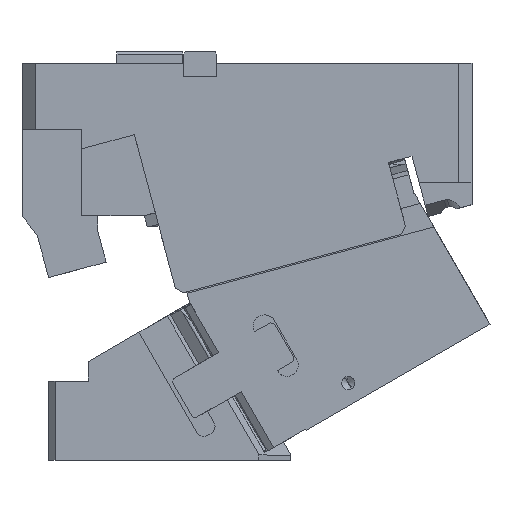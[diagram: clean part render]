
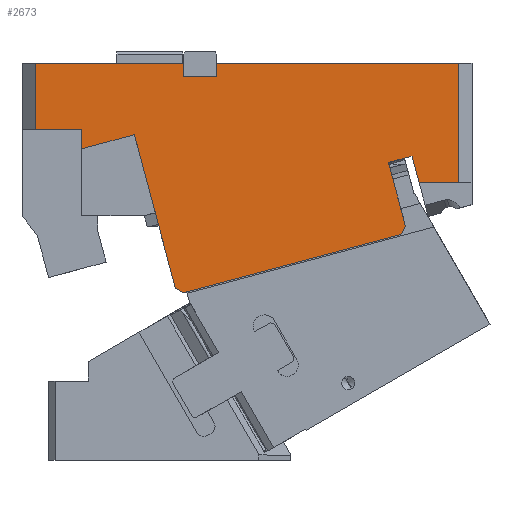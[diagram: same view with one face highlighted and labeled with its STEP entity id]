
A CAD part, front view. The second image highlights one B-rep face of the part: STEP entity #2673.
In plain terms, the highlighted planar face has unit normal (0, -1, 0).
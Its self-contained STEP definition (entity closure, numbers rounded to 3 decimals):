
#746=CARTESIAN_POINT('Vertex',(-250.,-75.,300.)) ;
#749=CARTESIAN_POINT('Line Origine',(-194.,-75.,300.)) ;
#753=CARTESIAN_POINT('Vertex',(-138.,-75.,300.)) ;
#1091=CARTESIAN_POINT('Vertex',(70.,-75.,300.)) ;
#1133=CARTESIAN_POINT('Vertex',(-113.,-75.,300.)) ;
#1136=CARTESIAN_POINT('Line Origine',(-21.5,-75.,300.)) ;
#1391=CARTESIAN_POINT('Vertex',(40.047,-75.,210.)) ;
#1394=CARTESIAN_POINT('Line Origine',(37.38,-75.,219.954)) ;
#1398=CARTESIAN_POINT('Vertex',(34.713,-75.,229.907)) ;
#1689=CARTESIAN_POINT('Vertex',(-215.,-75.,235.466)) ;
#1692=CARTESIAN_POINT('Line Origine',(-215.,-75.,242.733)) ;
#1696=CARTESIAN_POINT('Vertex',(-215.,-75.,250.)) ;
#2530=CARTESIAN_POINT('Line Origine',(-138.,-75.,295.)) ;
#2534=CARTESIAN_POINT('Vertex',(-138.,-75.,290.)) ;
#2549=CARTESIAN_POINT('Axis2P3D Location',(-260.,-75.,250.)) ;
#2554=CARTESIAN_POINT('Line Origine',(-141.021,-75.,128.468)) ;
#2558=CARTESIAN_POINT('Vertex',(-144.083,-75.,130.235)) ;
#2560=CARTESIAN_POINT('Vertex',(-137.959,-75.,126.7)) ;
#2563=CARTESIAN_POINT('Line Origine',(-55.855,-75.,148.7)) ;
#2567=CARTESIAN_POINT('Vertex',(26.249,-75.,170.699)) ;
#2570=CARTESIAN_POINT('Line Origine',(28.016,-75.,173.761)) ;
#2574=CARTESIAN_POINT('Vertex',(29.784,-75.,176.823)) ;
#2577=CARTESIAN_POINT('Line Origine',(23.31,-75.,200.984)) ;
#2581=CARTESIAN_POINT('Vertex',(16.836,-75.,225.145)) ;
#2584=CARTESIAN_POINT('Line Origine',(22.39,-75.,226.633)) ;
#2588=CARTESIAN_POINT('Vertex',(27.944,-75.,228.122)) ;
#2591=CARTESIAN_POINT('Line Origine',(27.948,-75.,228.109)) ;
#2595=CARTESIAN_POINT('Vertex',(27.951,-75.,228.096)) ;
#2598=CARTESIAN_POINT('Line Origine',(31.332,-75.,229.001)) ;
#2603=CARTESIAN_POINT('Line Origine',(55.023,-75.,210.)) ;
#2607=CARTESIAN_POINT('Vertex',(70.,-75.,210.)) ;
#2610=CARTESIAN_POINT('Line Origine',(70.,-75.,255.)) ;
#2615=CARTESIAN_POINT('Line Origine',(-113.,-75.,295.)) ;
#2619=CARTESIAN_POINT('Vertex',(-113.,-75.,290.)) ;
#2622=CARTESIAN_POINT('Line Origine',(-125.5,-75.,290.)) ;
#2627=CARTESIAN_POINT('Line Origine',(-250.,-75.,275.)) ;
#2631=CARTESIAN_POINT('Vertex',(-250.,-75.,250.)) ;
#2634=CARTESIAN_POINT('Line Origine',(-232.5,-75.,250.)) ;
#2639=CARTESIAN_POINT('Line Origine',(-195.07,-75.,240.806)) ;
#2643=CARTESIAN_POINT('Vertex',(-175.141,-75.,246.147)) ;
#2646=CARTESIAN_POINT('Line Origine',(-159.612,-75.,188.191)) ;
#750=DIRECTION('Vector Direction',(-1.,0.,0.)) ;
#1137=DIRECTION('Vector Direction',(-1.,0.,0.)) ;
#1395=DIRECTION('Vector Direction',(0.259,0.,-0.966)) ;
#1693=DIRECTION('Vector Direction',(0.,0.,-1.)) ;
#2531=DIRECTION('Vector Direction',(0.,0.,1.)) ;
#2550=DIRECTION('Axis2P3D Direction',(0.,1.,0.)) ;
#2551=DIRECTION('Axis2P3D XDirection',(-1.,0.,0.)) ;
#2555=DIRECTION('Vector Direction',(0.866,0.,-0.5)) ;
#2564=DIRECTION('Vector Direction',(0.966,0.,0.259)) ;
#2571=DIRECTION('Vector Direction',(0.5,0.,0.866)) ;
#2578=DIRECTION('Vector Direction',(-0.259,0.,0.966)) ;
#2585=DIRECTION('Vector Direction',(0.966,0.,0.259)) ;
#2592=DIRECTION('Vector Direction',(-0.259,0.,0.966)) ;
#2599=DIRECTION('Vector Direction',(0.966,0.,0.259)) ;
#2604=DIRECTION('Vector Direction',(1.,0.,0.)) ;
#2611=DIRECTION('Vector Direction',(0.,0.,1.)) ;
#2616=DIRECTION('Vector Direction',(0.,0.,1.)) ;
#2623=DIRECTION('Vector Direction',(1.,0.,0.)) ;
#2628=DIRECTION('Vector Direction',(0.,0.,-1.)) ;
#2635=DIRECTION('Vector Direction',(1.,0.,0.)) ;
#2640=DIRECTION('Vector Direction',(0.966,0.,0.259)) ;
#2647=DIRECTION('Vector Direction',(-0.259,0.,0.966)) ;
#2552=AXIS2_PLACEMENT_3D('Plane Axis2P3D',#2549,#2550,#2551) ;
#2652=ORIENTED_EDGE('',*,*,#2562,.T.) ;
#2653=ORIENTED_EDGE('',*,*,#2569,.T.) ;
#2654=ORIENTED_EDGE('',*,*,#2576,.T.) ;
#2655=ORIENTED_EDGE('',*,*,#2583,.T.) ;
#2656=ORIENTED_EDGE('',*,*,#2590,.T.) ;
#2657=ORIENTED_EDGE('',*,*,#2597,.F.) ;
#2658=ORIENTED_EDGE('',*,*,#2602,.T.) ;
#2659=ORIENTED_EDGE('',*,*,#1400,.T.) ;
#2660=ORIENTED_EDGE('',*,*,#2609,.T.) ;
#2661=ORIENTED_EDGE('',*,*,#2614,.T.) ;
#2662=ORIENTED_EDGE('',*,*,#1140,.T.) ;
#2663=ORIENTED_EDGE('',*,*,#2621,.F.) ;
#2664=ORIENTED_EDGE('',*,*,#2626,.F.) ;
#2665=ORIENTED_EDGE('',*,*,#2536,.T.) ;
#2666=ORIENTED_EDGE('',*,*,#755,.T.) ;
#2667=ORIENTED_EDGE('',*,*,#2633,.T.) ;
#2668=ORIENTED_EDGE('',*,*,#2638,.T.) ;
#2669=ORIENTED_EDGE('',*,*,#1698,.T.) ;
#2670=ORIENTED_EDGE('',*,*,#2645,.T.) ;
#2671=ORIENTED_EDGE('',*,*,#2650,.F.) ;
#751=VECTOR('Line Direction',#750,1.) ;
#1138=VECTOR('Line Direction',#1137,1.) ;
#1396=VECTOR('Line Direction',#1395,1.) ;
#1694=VECTOR('Line Direction',#1693,1.) ;
#2532=VECTOR('Line Direction',#2531,1.) ;
#2556=VECTOR('Line Direction',#2555,1.) ;
#2565=VECTOR('Line Direction',#2564,1.) ;
#2572=VECTOR('Line Direction',#2571,1.) ;
#2579=VECTOR('Line Direction',#2578,1.) ;
#2586=VECTOR('Line Direction',#2585,1.) ;
#2593=VECTOR('Line Direction',#2592,1.) ;
#2600=VECTOR('Line Direction',#2599,1.) ;
#2605=VECTOR('Line Direction',#2604,1.) ;
#2612=VECTOR('Line Direction',#2611,1.) ;
#2617=VECTOR('Line Direction',#2616,1.) ;
#2624=VECTOR('Line Direction',#2623,1.) ;
#2629=VECTOR('Line Direction',#2628,1.) ;
#2636=VECTOR('Line Direction',#2635,1.) ;
#2641=VECTOR('Line Direction',#2640,1.) ;
#2648=VECTOR('Line Direction',#2647,1.) ;
#2673=ADVANCED_FACE('CAM HOLDER',(#2672),#2553,.F.) ;
#755=EDGE_CURVE('',#754,#747,#752,.T.) ;
#1140=EDGE_CURVE('',#1092,#1134,#1139,.T.) ;
#1400=EDGE_CURVE('',#1399,#1392,#1397,.T.) ;
#1698=EDGE_CURVE('',#1697,#1690,#1695,.T.) ;
#2536=EDGE_CURVE('',#2535,#754,#2533,.T.) ;
#2562=EDGE_CURVE('',#2559,#2561,#2557,.T.) ;
#2569=EDGE_CURVE('',#2561,#2568,#2566,.T.) ;
#2576=EDGE_CURVE('',#2568,#2575,#2573,.T.) ;
#2583=EDGE_CURVE('',#2575,#2582,#2580,.T.) ;
#2590=EDGE_CURVE('',#2582,#2589,#2587,.T.) ;
#2597=EDGE_CURVE('',#2596,#2589,#2594,.T.) ;
#2602=EDGE_CURVE('',#2596,#1399,#2601,.T.) ;
#2609=EDGE_CURVE('',#1392,#2608,#2606,.T.) ;
#2614=EDGE_CURVE('',#2608,#1092,#2613,.T.) ;
#2621=EDGE_CURVE('',#2620,#1134,#2618,.T.) ;
#2626=EDGE_CURVE('',#2535,#2620,#2625,.T.) ;
#2633=EDGE_CURVE('',#747,#2632,#2630,.T.) ;
#2638=EDGE_CURVE('',#2632,#1697,#2637,.T.) ;
#2645=EDGE_CURVE('',#1690,#2644,#2642,.T.) ;
#2650=EDGE_CURVE('',#2559,#2644,#2649,.T.) ;
#2651=EDGE_LOOP('',(#2652,#2653,#2654,#2655,#2656,#2657,#2658,#2659,#2660,#2661,#2662,#2663,#2664,#2665,#2666,#2667,#2668,#2669,#2670,#2671)) ;
#2672=FACE_OUTER_BOUND('',#2651,.T.) ;
#752=LINE('Line',#749,#751) ;
#1139=LINE('Line',#1136,#1138) ;
#1397=LINE('Line',#1394,#1396) ;
#1695=LINE('Line',#1692,#1694) ;
#2533=LINE('Line',#2530,#2532) ;
#2557=LINE('Line',#2554,#2556) ;
#2566=LINE('Line',#2563,#2565) ;
#2573=LINE('Line',#2570,#2572) ;
#2580=LINE('Line',#2577,#2579) ;
#2587=LINE('Line',#2584,#2586) ;
#2594=LINE('Line',#2591,#2593) ;
#2601=LINE('Line',#2598,#2600) ;
#2606=LINE('Line',#2603,#2605) ;
#2613=LINE('Line',#2610,#2612) ;
#2618=LINE('Line',#2615,#2617) ;
#2625=LINE('Line',#2622,#2624) ;
#2630=LINE('Line',#2627,#2629) ;
#2637=LINE('Line',#2634,#2636) ;
#2642=LINE('Line',#2639,#2641) ;
#2649=LINE('Line',#2646,#2648) ;
#2553=PLANE('Plane',#2552) ;
#747=VERTEX_POINT('',#746) ;
#754=VERTEX_POINT('',#753) ;
#1092=VERTEX_POINT('',#1091) ;
#1134=VERTEX_POINT('',#1133) ;
#1392=VERTEX_POINT('',#1391) ;
#1399=VERTEX_POINT('',#1398) ;
#1690=VERTEX_POINT('',#1689) ;
#1697=VERTEX_POINT('',#1696) ;
#2535=VERTEX_POINT('',#2534) ;
#2559=VERTEX_POINT('',#2558) ;
#2561=VERTEX_POINT('',#2560) ;
#2568=VERTEX_POINT('',#2567) ;
#2575=VERTEX_POINT('',#2574) ;
#2582=VERTEX_POINT('',#2581) ;
#2589=VERTEX_POINT('',#2588) ;
#2596=VERTEX_POINT('',#2595) ;
#2608=VERTEX_POINT('',#2607) ;
#2620=VERTEX_POINT('',#2619) ;
#2632=VERTEX_POINT('',#2631) ;
#2644=VERTEX_POINT('',#2643) ;
